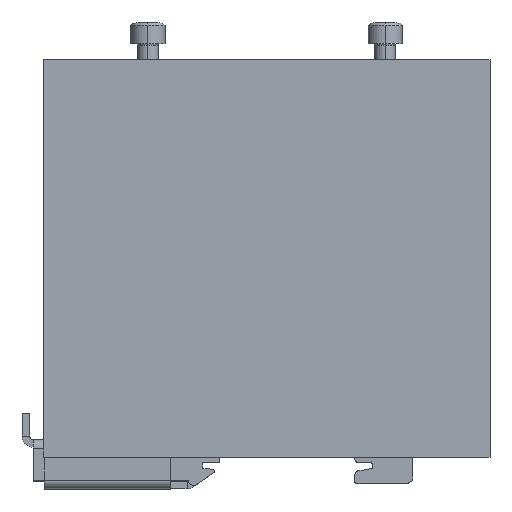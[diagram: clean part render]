
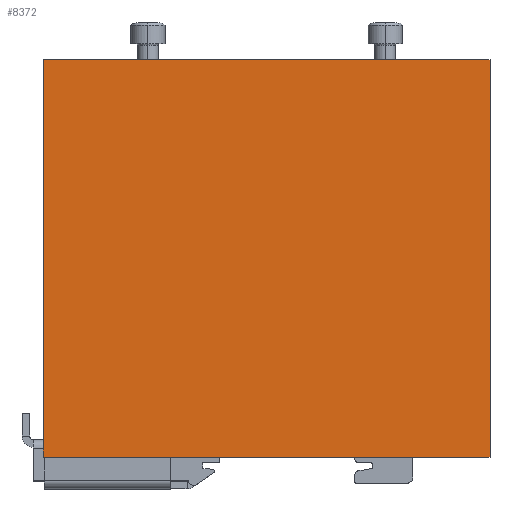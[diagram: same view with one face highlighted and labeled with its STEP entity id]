
A CAD part, top view. The second image highlights one B-rep face of the part: STEP entity #8372.
In plain terms, the highlighted face is planar.
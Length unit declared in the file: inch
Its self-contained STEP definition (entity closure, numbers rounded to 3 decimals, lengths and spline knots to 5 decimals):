
#409 = EDGE_CURVE ( 'NONE', #10706, #12135, #6373, .T. ) ;
#1488 = DIRECTION ( 'NONE',  ( 0., -1., 0. ) ) ;
#2054 = CARTESIAN_POINT ( 'NONE',  ( 0.44291, -1.5748, -1.77165 ) ) ;
#2972 = FACE_OUTER_BOUND ( 'NONE', #16670, .T. ) ;
#3116 = CARTESIAN_POINT ( 'NONE',  ( 0.44291, -1.5748, 1.77165 ) ) ;
#3192 = ORIENTED_EDGE ( 'NONE', *, *, #409, .F. ) ;
#3475 = DIRECTION ( 'NONE',  ( 0., 0., -1. ) ) ;
#3588 = ORIENTED_EDGE ( 'NONE', *, *, #13887, .F. ) ;
#3893 = CARTESIAN_POINT ( 'NONE',  ( 0.44291, 1.5748, 1.77165 ) ) ;
#6373 = LINE ( 'NONE', #12512, #14233 ) ;
#6678 = VECTOR ( 'NONE', #14172, 39.37008 ) ;
#7873 = VECTOR ( 'NONE', #3475, 39.37008 ) ;
#8058 = VERTEX_POINT ( 'NONE', #14133 ) ;
#8293 = VECTOR ( 'NONE', #16514, 39.37008 ) ;
#8372 = ADVANCED_FACE ( 'NONE', ( #2972 ), #13333, .F. ) ;
#9277 = DIRECTION ( 'NONE',  ( -1., 0., 0. ) ) ;
#9513 = LINE ( 'NONE', #16764, #6678 ) ;
#9785 = AXIS2_PLACEMENT_3D ( 'NONE', #3116, #9277, #1488 ) ;
#10536 = ORIENTED_EDGE ( 'NONE', *, *, #11641, .T. ) ;
#10706 = VERTEX_POINT ( 'NONE', #14763 ) ;
#11580 = LINE ( 'NONE', #13628, #8293 ) ;
#11641 = EDGE_CURVE ( 'NONE', #10706, #17790, #9513, .T. ) ;
#12135 = VERTEX_POINT ( 'NONE', #14684 ) ;
#12512 = CARTESIAN_POINT ( 'NONE',  ( 0.44291, -1.5748, 1.77165 ) ) ;
#12609 = ORIENTED_EDGE ( 'NONE', *, *, #12913, .T. ) ;
#12913 = EDGE_CURVE ( 'NONE', #17790, #8058, #11580, .T. ) ;
#13333 = PLANE ( 'NONE',  #9785 ) ;
#13628 = CARTESIAN_POINT ( 'NONE',  ( 0.44291, -1.5748, -1.77165 ) ) ;
#13874 = DIRECTION ( 'NONE',  ( 0., 1., 0. ) ) ;
#13887 = EDGE_CURVE ( 'NONE', #12135, #8058, #16020, .T. ) ;
#14133 = CARTESIAN_POINT ( 'NONE',  ( 0.44291, 1.5748, -1.77165 ) ) ;
#14172 = DIRECTION ( 'NONE',  ( 0., 0., -1. ) ) ;
#14233 = VECTOR ( 'NONE', #13874, 39.37008 ) ;
#14684 = CARTESIAN_POINT ( 'NONE',  ( 0.44291, 1.5748, 1.77165 ) ) ;
#14763 = CARTESIAN_POINT ( 'NONE',  ( 0.44291, -1.5748, 1.77165 ) ) ;
#16020 = LINE ( 'NONE', #3893, #7873 ) ;
#16514 = DIRECTION ( 'NONE',  ( 0., 1., 0. ) ) ;
#16670 = EDGE_LOOP ( 'NONE', ( #12609, #3588, #3192, #10536 ) ) ;
#16764 = CARTESIAN_POINT ( 'NONE',  ( 0.44291, -1.5748, 1.77165 ) ) ;
#17790 = VERTEX_POINT ( 'NONE', #2054 ) ;
